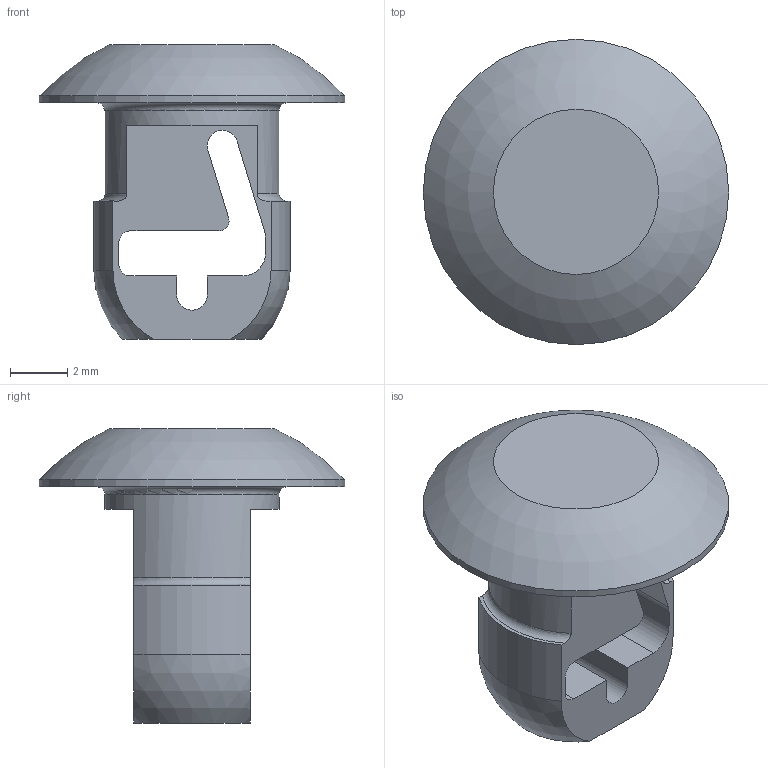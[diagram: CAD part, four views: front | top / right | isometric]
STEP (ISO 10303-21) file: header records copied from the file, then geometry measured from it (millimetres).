
FILE_DESCRIPTION(/* description */ (''),/* implementation_level */ '2;1');
FILE_NAME(/* name */ 'PANDUIT_PBMS-H25',/* time_stamp */ '2012-10-30T13:33:15-05:00',/* author */ (''),/* organization */ (''),/* preprocessor_version */ 'ST-DEVELOPER v9',/* originating_system */ 'UGS - NX 3.0',/* authorisation */ '');
FILE_SCHEMA (('CONFIG_CONTROL_DESIGN'));
Length unit declared in the file: inch
Products named in the file (1): bwg4212px1s
Bounding box: 10.67 x 10.67 x 10.29 mm (x, y, z)
Volume: 279.1 mm3; surface area: 415.5 mm2
Topology: 1 solids, 1 shells, 35 faces, 95 edges, 63 vertices
Faces by surface type: plane 18, cylinder 11, torus 3, sphere 3
Full cylindrical faces by diameter (mm): 6.096 x1, 10.668 x1
Entity records: 1222 total; most frequent: CARTESIAN_POINT 246, DIRECTION 192, ORIENTED_EDGE 178, EDGE_CURVE 89, AXIS2_PLACEMENT_3D 71, VERTEX_POINT 61, LINE 50, VECTOR 50
